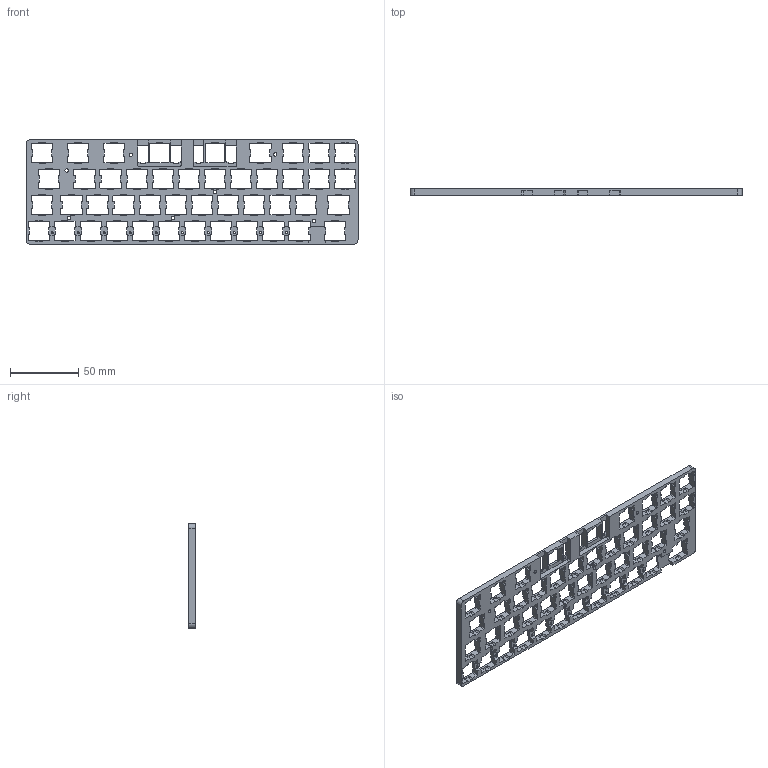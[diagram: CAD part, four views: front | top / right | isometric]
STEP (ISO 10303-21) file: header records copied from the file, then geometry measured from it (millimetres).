
FILE_DESCRIPTION(/* description */ (''),/* implementation_level */ '2;1');
FILE_NAME(/* name */ 'MiniVan arrow Thicc Plate v5.step',/* time_stamp */ '2021-06-01T22:28:45-07:00',/* author */ (''),/* organization */ (''),/* preprocessor_version */ 'ST-DEVELOPER v18.1',/* originating_system */ 'Autodesk Translation Framework v10.9.0.1377',/* authorisation */ '');
FILE_SCHEMA (('AUTOMOTIVE_DESIGN { 1 0 10303 214 3 1 1 }'));
Length unit declared in the file: millimetre
Products named in the file (1): MiniVan Standard Thicc Plate
Bounding box: 242.89 x 5 x 76.2 mm (x, y, z)
Volume: 39378.4 mm3; surface area: 35265.9 mm2
Topology: 1 solids, 1 shells, 1386 faces, 4169 edges, 2766 vertices
Faces by surface type: plane 801, cylinder 585
Full cylindrical faces by diameter (mm): 1.5 x10, 2.5 x7, 4 x4
Entity records: 47278 total; most frequent: ORIENTED_EDGE 8338, CARTESIAN_POINT 8322, DIRECTION 8123, EDGE_CURVE 4169, LINE 2989, VECTOR 2989, VERTEX_POINT 2766, AXIS2_PLACEMENT_3D 2567
